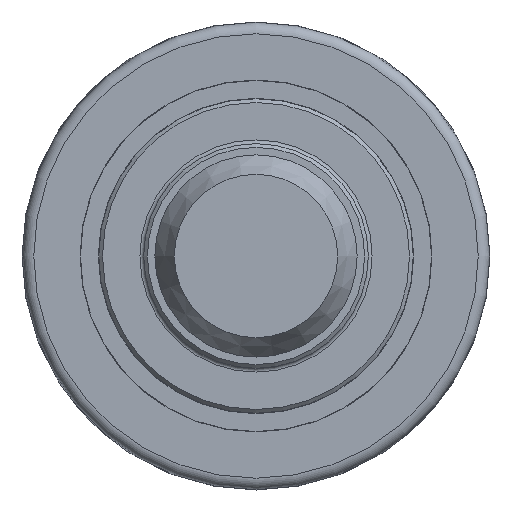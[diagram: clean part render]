
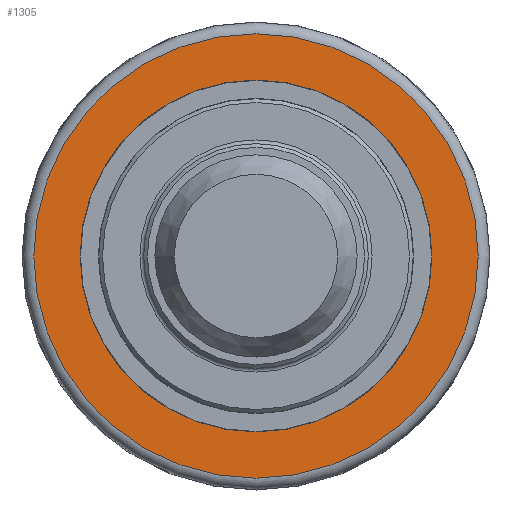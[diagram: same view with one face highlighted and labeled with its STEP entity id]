
A CAD part, left-side view. The second image highlights one B-rep face of the part: STEP entity #1305.
In plain terms, the highlighted planar face has unit normal (-1, 0, 0).
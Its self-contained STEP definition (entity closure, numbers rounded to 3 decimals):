
#63=FACE_BOUND('',#284,.T.);
#86=CIRCLE('',#1399,23.5);
#87=CIRCLE('',#1400,23.5);
#102=CIRCLE('',#1421,29.678);
#103=CIRCLE('',#1422,29.678);
#206=FACE_OUTER_BOUND('',#283,.T.);
#283=EDGE_LOOP('',(#884,#885));
#284=EDGE_LOOP('',(#886,#887));
#508=VERTEX_POINT('',#2054);
#509=VERTEX_POINT('',#2056);
#524=VERTEX_POINT('',#2095);
#525=VERTEX_POINT('',#2096);
#651=EDGE_CURVE('',#509,#508,#86,.T.);
#652=EDGE_CURVE('',#508,#509,#87,.T.);
#669=EDGE_CURVE('',#524,#525,#102,.T.);
#670=EDGE_CURVE('',#525,#524,#103,.T.);
#884=ORIENTED_EDGE('',*,*,#669,.F.);
#885=ORIENTED_EDGE('',*,*,#670,.F.);
#886=ORIENTED_EDGE('',*,*,#651,.T.);
#887=ORIENTED_EDGE('',*,*,#652,.T.);
#1191=PLANE('',#1420);
#1305=ADVANCED_FACE('',(#206,#63),#1191,.T.);
#1399=AXIS2_PLACEMENT_3D('',#2057,#1620,#1621);
#1400=AXIS2_PLACEMENT_3D('',#2058,#1622,#1623);
#1420=AXIS2_PLACEMENT_3D('',#2094,#1664,#1665);
#1421=AXIS2_PLACEMENT_3D('',#2097,#1666,#1667);
#1422=AXIS2_PLACEMENT_3D('',#2098,#1668,#1669);
#1620=DIRECTION('center_axis',(1.,0.,0.));
#1621=DIRECTION('ref_axis',(0.,-1.,0.));
#1622=DIRECTION('center_axis',(1.,0.,0.));
#1623=DIRECTION('ref_axis',(0.,-1.,0.));
#1664=DIRECTION('center_axis',(-1.,0.,0.));
#1665=DIRECTION('ref_axis',(0.,0.,-1.));
#1666=DIRECTION('center_axis',(1.,0.,0.));
#1667=DIRECTION('ref_axis',(0.,1.,0.));
#1668=DIRECTION('center_axis',(1.,0.,0.));
#1669=DIRECTION('ref_axis',(0.,1.,0.));
#2054=CARTESIAN_POINT('',(16.95,23.5,0.));
#2056=CARTESIAN_POINT('',(16.95,-23.5,0.));
#2057=CARTESIAN_POINT('Origin',(16.95,0.,0.));
#2058=CARTESIAN_POINT('Origin',(16.95,0.,0.));
#2094=CARTESIAN_POINT('Origin',(16.95,-27.325,0.));
#2095=CARTESIAN_POINT('',(16.95,-29.678,0.));
#2096=CARTESIAN_POINT('',(16.95,0.,-29.678));
#2097=CARTESIAN_POINT('Origin',(16.95,0.,0.));
#2098=CARTESIAN_POINT('Origin',(16.95,0.,0.));
